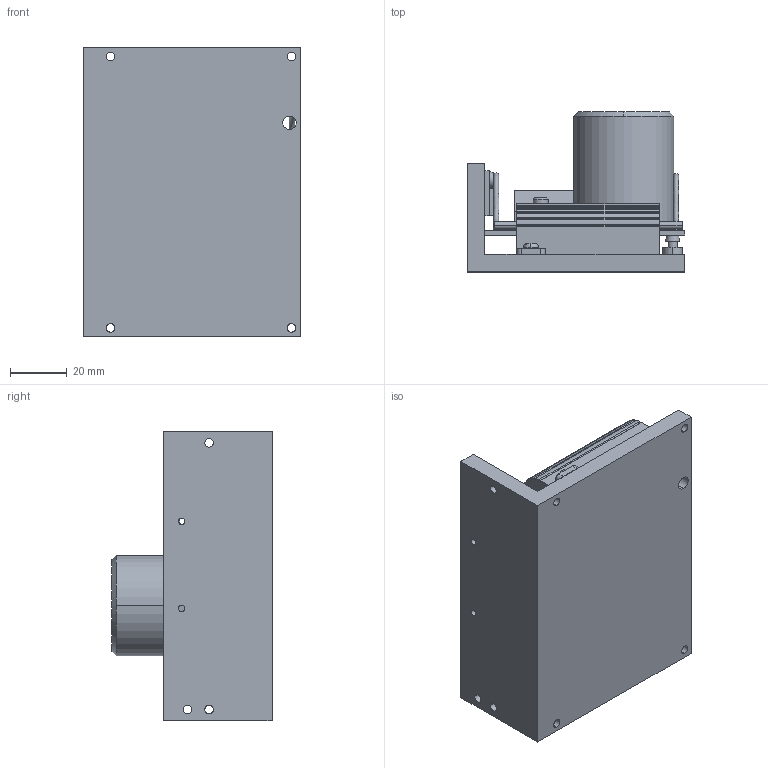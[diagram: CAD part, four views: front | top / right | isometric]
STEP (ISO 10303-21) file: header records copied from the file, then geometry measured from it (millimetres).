
FILE_DESCRIPTION (( 'STEP AP214' ), '1' );
FILE_NAME ('STP-DRVA-RC-050.STEP', '2014-06-19T19:00:57', ( '' ), ( '' ), 'SwSTEP 2.0', 'SolidWorks 2013', '' );
FILE_SCHEMA (( 'AUTOMOTIVE_DESIGN' ));
Length unit declared in the file: inch
Products named in the file (1): STP-DRVA-RC-050
Bounding box: 76.2 x 56.18 x 101.76 mm (x, y, z)
Volume: 137088 mm3; surface area: 44427.9 mm2
Topology: 1 solids, 1 shells, 350 faces, 930 edges, 616 vertices
Faces by surface type: plane 219, cylinder 89, cone 28, torus 10, bspline 4
Entity records: 15574 total; most frequent: CARTESIAN_POINT 3251, ORIENTED_EDGE 1860, DIRECTION 1826, EDGE_CURVE 930, AXIS2_PLACEMENT_3D 635, VERTEX_POINT 616, VECTOR 556, LINE 556
